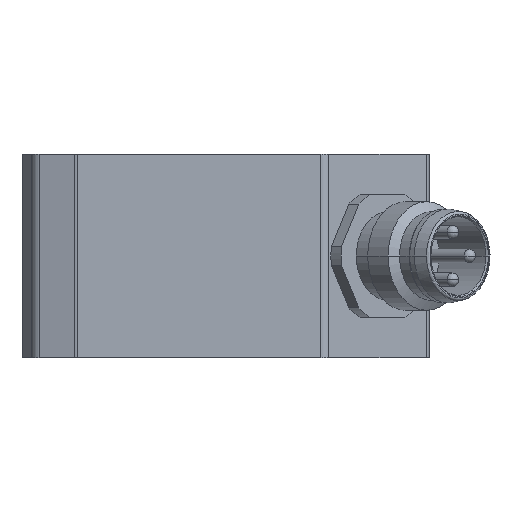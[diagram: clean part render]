
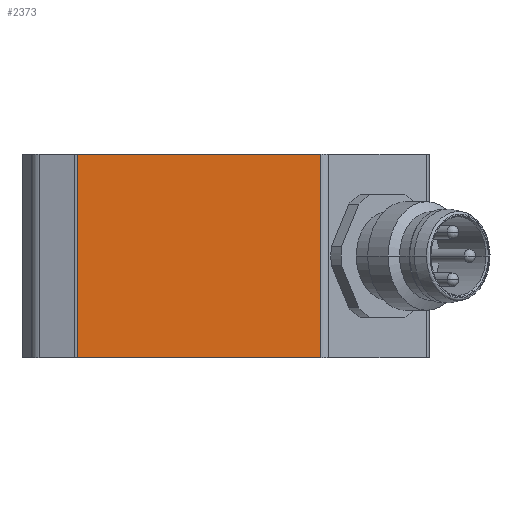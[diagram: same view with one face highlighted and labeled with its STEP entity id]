
A CAD part, left-side view. The second image highlights one B-rep face of the part: STEP entity #2373.
In plain terms, the highlighted planar face has unit normal (-1, 0, 0).
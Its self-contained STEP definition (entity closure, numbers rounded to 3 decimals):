
#359 = ORIENTED_EDGE ( 'NONE', *, *, #1363, .F. ) ;
#533 = CARTESIAN_POINT ( 'NONE',  ( 0., 25.895, 7.5 ) ) ;
#929 = FACE_OUTER_BOUND ( 'NONE', #4927, .T. ) ;
#1005 = VERTEX_POINT ( 'NONE', #4424 ) ;
#1253 = VERTEX_POINT ( 'NONE', #5311 ) ;
#1338 = CARTESIAN_POINT ( 'NONE',  ( 0., 25.895, 7.5 ) ) ;
#1363 = EDGE_CURVE ( 'NONE', #1253, #1941, #3018, .T. ) ;
#1620 = CARTESIAN_POINT ( 'NONE',  ( 0., 25.895, 7.5 ) ) ;
#1719 = ORIENTED_EDGE ( 'NONE', *, *, #2095, .T. ) ;
#1941 = VERTEX_POINT ( 'NONE', #2559 ) ;
#2082 = ORIENTED_EDGE ( 'NONE', *, *, #3348, .T. ) ;
#2095 = EDGE_CURVE ( 'NONE', #3870, #1005, #5030, .T. ) ;
#2302 = VECTOR ( 'NONE', #5857, 1000. ) ;
#2329 = VECTOR ( 'NONE', #3910, 1000. ) ;
#2373 = ADVANCED_FACE ( 'NONE', ( #929 ), #3764, .F. ) ;
#2559 = CARTESIAN_POINT ( 'NONE',  ( 0., 8.005, -7.5 ) ) ;
#2615 = AXIS2_PLACEMENT_3D ( 'NONE', #1338, #5253, #3344 ) ;
#3018 = LINE ( 'NONE', #4961, #3272 ) ;
#3272 = VECTOR ( 'NONE', #5406, 1000. ) ;
#3344 = DIRECTION ( 'NONE',  ( 0., 0., -1. ) ) ;
#3348 = EDGE_CURVE ( 'NONE', #1005, #1941, #3937, .T. ) ;
#3468 = CARTESIAN_POINT ( 'NONE',  ( 0., 25.895, 7.5 ) ) ;
#3764 = PLANE ( 'NONE',  #2615 ) ;
#3870 = VERTEX_POINT ( 'NONE', #3468 ) ;
#3873 = VECTOR ( 'NONE', #5810, 1000. ) ;
#3910 = DIRECTION ( 'NONE',  ( 0., -1., 0. ) ) ;
#3937 = LINE ( 'NONE', #5396, #3873 ) ;
#4197 = EDGE_CURVE ( 'NONE', #3870, #1253, #5215, .T. ) ;
#4424 = CARTESIAN_POINT ( 'NONE',  ( 0., 25.895, -7.5 ) ) ;
#4927 = EDGE_LOOP ( 'NONE', ( #2082, #359, #5294, #1719 ) ) ;
#4961 = CARTESIAN_POINT ( 'NONE',  ( 0., 8.005, 7.5 ) ) ;
#5030 = LINE ( 'NONE', #1620, #2302 ) ;
#5215 = LINE ( 'NONE', #533, #2329 ) ;
#5253 = DIRECTION ( 'NONE',  ( 1., 0., 0. ) ) ;
#5294 = ORIENTED_EDGE ( 'NONE', *, *, #4197, .F. ) ;
#5311 = CARTESIAN_POINT ( 'NONE',  ( 0., 8.005, 7.5 ) ) ;
#5396 = CARTESIAN_POINT ( 'NONE',  ( 0., 25.895, -7.5 ) ) ;
#5406 = DIRECTION ( 'NONE',  ( 0., 0., -1. ) ) ;
#5810 = DIRECTION ( 'NONE',  ( 0., -1., 0. ) ) ;
#5857 = DIRECTION ( 'NONE',  ( 0., 0., -1. ) ) ;
